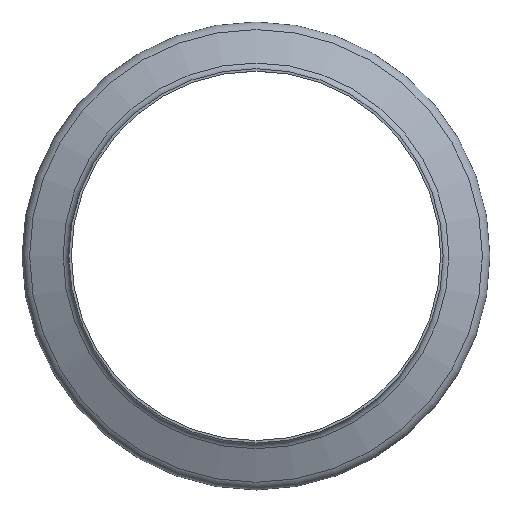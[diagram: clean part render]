
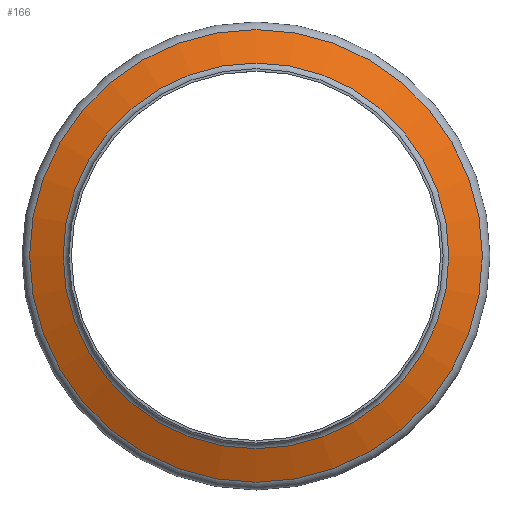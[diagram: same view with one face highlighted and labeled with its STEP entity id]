
A CAD part, top view. The second image highlights one B-rep face of the part: STEP entity #166.
In plain terms, the highlighted conical face has half-angle 67.001 degrees and reference radius 671.953 mm.
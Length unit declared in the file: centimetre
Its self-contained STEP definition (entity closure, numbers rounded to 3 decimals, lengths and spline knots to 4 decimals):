
#24=CONICAL_SURFACE('',#211,67.1954,1.169);
#44=FACE_OUTER_BOUND('',#58,.T.);
#58=EDGE_LOOP('',(#143,#144,#145,#146));
#73=CIRCLE('',#210,61.8279);
#74=CIRCLE('',#212,72.5628);
#86=VERTEX_POINT('',#325);
#87=VERTEX_POINT('',#329);
#105=EDGE_CURVE('',#86,#86,#73,.T.);
#106=EDGE_CURVE('',#87,#87,#74,.T.);
#107=EDGE_CURVE('',#87,#86,#178,.T.);
#143=ORIENTED_EDGE('',*,*,#106,.F.);
#144=ORIENTED_EDGE('',*,*,#107,.T.);
#145=ORIENTED_EDGE('',*,*,#105,.T.);
#146=ORIENTED_EDGE('',*,*,#107,.F.);
#166=ADVANCED_FACE('',(#44),#24,.T.);
#178=LINE('',#331,#185);
#185=VECTOR('',#275,67.1954);
#210=AXIS2_PLACEMENT_3D('',#327,#269,#270);
#211=AXIS2_PLACEMENT_3D('',#328,#271,#272);
#212=AXIS2_PLACEMENT_3D('',#330,#273,#274);
#269=DIRECTION('center_axis',(0.,0.,-1.));
#270=DIRECTION('ref_axis',(1.,0.,0.));
#271=DIRECTION('center_axis',(0.,0.,-1.));
#272=DIRECTION('ref_axis',(-1.,0.,0.));
#273=DIRECTION('center_axis',(0.,0.,-1.));
#274=DIRECTION('ref_axis',(1.,0.,0.));
#275=DIRECTION('',(-0.921,0.,0.391));
#325=CARTESIAN_POINT('',(61.8279,0.,21.2385));
#327=CARTESIAN_POINT('Origin',(0.,0.,21.2385));
#328=CARTESIAN_POINT('Origin',(0.,0.,18.9603));
#329=CARTESIAN_POINT('',(72.5628,0.,16.6821));
#330=CARTESIAN_POINT('Origin',(0.,0.,16.6821));
#331=CARTESIAN_POINT('',(67.1954,0.,18.9603));
